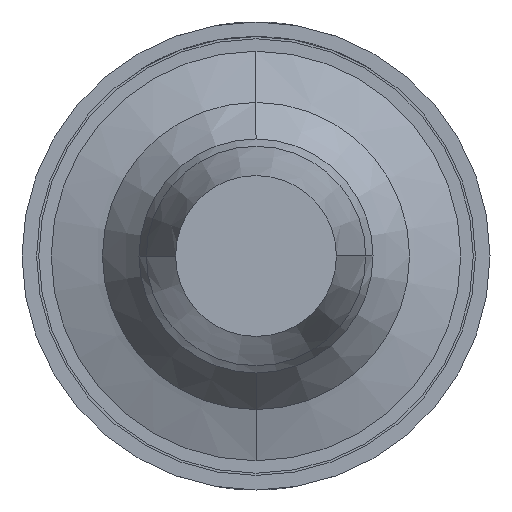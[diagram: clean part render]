
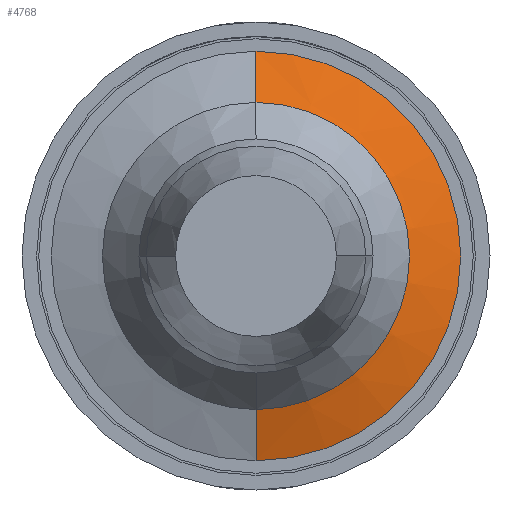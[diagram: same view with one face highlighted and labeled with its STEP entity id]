
A CAD part, front view. The second image highlights one B-rep face of the part: STEP entity #4768.
In plain terms, the highlighted conical face has half-angle 71.565 degrees and reference radius 0.8 mm.
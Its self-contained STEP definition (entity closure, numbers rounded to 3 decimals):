
#411 = VERTEX_POINT ( 'NONE', #2468 ) ;
#620 = DIRECTION ( 'NONE',  ( 0., 1., 0. ) ) ;
#841 = VERTEX_POINT ( 'NONE', #5094 ) ;
#936 = AXIS2_PLACEMENT_3D ( 'NONE', #6244, #3025, #2542 ) ;
#983 = EDGE_CURVE ( 'Defeature ausgef�hrt1_39+Defeature ausgef�hrt1_38+Defeature ausgef�hrt1_38+Defeature ausgef�hrt1_38', #411, #4786, #2820, .T. ) ;
#1216 = EDGE_CURVE ( 'Defeature ausgef�hrt1_40+Defeature ausgef�hrt1_39+Defeature ausgef�hrt1_39+Defeature ausgef�hrt1_39', #841, #3800, #5077, .T. ) ;
#1594 = DIRECTION ( 'NONE',  ( 0., 0.316, -0.949 ) ) ;
#1928 = VECTOR ( 'NONE', #1594, 1000. ) ;
#1929 = AXIS2_PLACEMENT_3D ( 'NONE', #5902, #620, #4766 ) ;
#2062 = EDGE_CURVE ( 'NONE', #411, #841, #5844, .T. ) ;
#2318 = AXIS2_PLACEMENT_3D ( 'NONE', #3344, #2744, #6481 ) ;
#2468 = CARTESIAN_POINT ( 'NONE',  ( 0., -9.3, 0.8 ) ) ;
#2542 = DIRECTION ( 'NONE',  ( 0., 0., -1. ) ) ;
#2545 = ORIENTED_EDGE ( 'NONE', *, *, #6813, .T. ) ;
#2744 = DIRECTION ( 'NONE',  ( 0., 1., 0. ) ) ;
#2820 = CIRCLE ( 'NONE', #936, 0.8 ) ;
#3025 = DIRECTION ( 'NONE',  ( 0., 1., 0. ) ) ;
#3344 = CARTESIAN_POINT ( 'NONE',  ( 0., -9.1, 0. ) ) ;
#3606 = LINE ( 'NONE', #5880, #1928 ) ;
#3689 = CARTESIAN_POINT ( 'NONE',  ( 0., -9.3, 0.8 ) ) ;
#3738 = CONICAL_SURFACE ( 'NONE', #1929, 0.8, 1.249 ) ;
#3800 = VERTEX_POINT ( 'NONE', #5999 ) ;
#4266 = CARTESIAN_POINT ( 'NONE',  ( 0., -9.3, -0.8 ) ) ;
#4377 = EDGE_LOOP ( 'NONE', ( #6637, #5115, #2545, #4539 ) ) ;
#4539 = ORIENTED_EDGE ( 'NONE', *, *, #1216, .F. ) ;
#4766 = DIRECTION ( 'NONE',  ( 0., 0., -1. ) ) ;
#4768 = ADVANCED_FACE ( 'Defeature ausgef�hrt1_39', ( #6653 ), #3738, .T. ) ;
#4786 = VERTEX_POINT ( 'NONE', #4266 ) ;
#4897 = DIRECTION ( 'NONE',  ( 0., 0.316, 0.949 ) ) ;
#5077 = CIRCLE ( 'NONE', #2318, 1.4 ) ;
#5094 = CARTESIAN_POINT ( 'NONE',  ( 0., -9.1, 1.4 ) ) ;
#5115 = ORIENTED_EDGE ( 'NONE', *, *, #983, .T. ) ;
#5592 = VECTOR ( 'NONE', #4897, 1000. ) ;
#5844 = LINE ( 'NONE', #3689, #5592 ) ;
#5880 = CARTESIAN_POINT ( 'NONE',  ( 0., -9.3, -0.8 ) ) ;
#5902 = CARTESIAN_POINT ( 'NONE',  ( 0., -9.3, 0. ) ) ;
#5999 = CARTESIAN_POINT ( 'NONE',  ( 0., -9.1, -1.4 ) ) ;
#6244 = CARTESIAN_POINT ( 'NONE',  ( 0., -9.3, 0. ) ) ;
#6481 = DIRECTION ( 'NONE',  ( 0., 0., -1. ) ) ;
#6637 = ORIENTED_EDGE ( 'NONE', *, *, #2062, .F. ) ;
#6653 = FACE_OUTER_BOUND ( 'NONE', #4377, .T. ) ;
#6813 = EDGE_CURVE ( 'NONE', #4786, #3800, #3606, .T. ) ;
